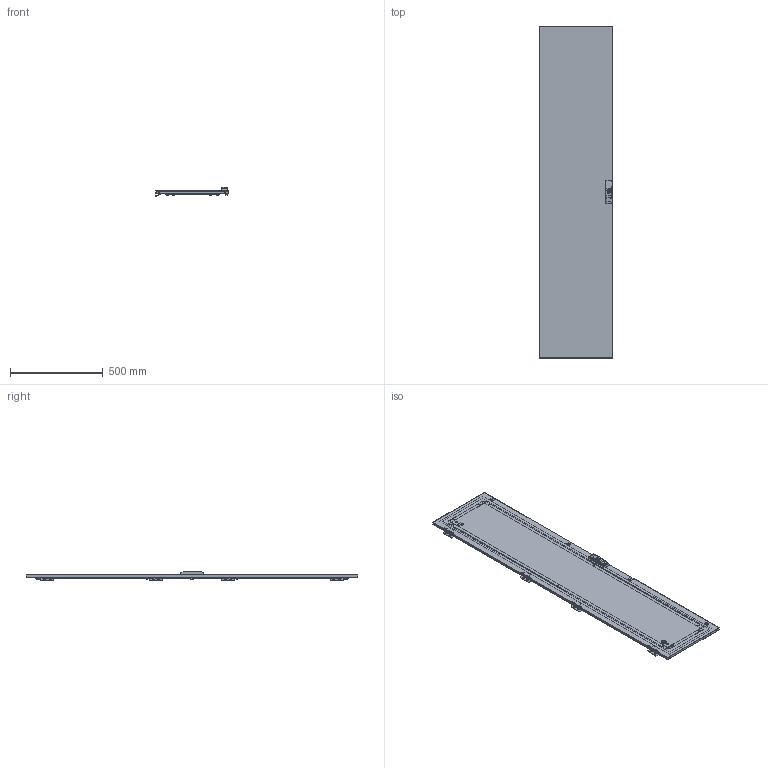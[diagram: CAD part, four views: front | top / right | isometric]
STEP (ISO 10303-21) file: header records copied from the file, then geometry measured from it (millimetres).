
FILE_DESCRIPTION (( 'STEP AP214' ), '1' );
FILE_NAME ('YKM40D-FO-DM-180-040 FORMAT Äâåðü ìåòàë. 1800õ400 IEK.STEP', '2024-09-25T10:12:16', ( '' ), ( '' ), 'SwSTEP 2.0', 'SolidWorks 2022', '' );
FILE_SCHEMA (( 'AUTOMOTIVE_DESIGN' ));
Length unit declared in the file: millimetre
Products named in the file (1): YKM40D-FO-DM-180-040 FORMAT Дверь метал. 1800х400 IEK
Bounding box: 397.88 x 1790 x 48.96 mm (x, y, z)
Volume: 2398115.4 mm3; surface area: 2142711.7 mm2
Topology: 19 solids, 64 shells, 3562 faces, 9491 edges, 6142 vertices
Faces by surface type: plane 2268, cylinder 1010, cone 172, torus 55, bspline 30, sphere 27
Entity records: 131809 total; most frequent: CARTESIAN_POINT 24692, ORIENTED_EDGE 18930, DIRECTION 18415, EDGE_CURVE 9465, VECTOR 6733, LINE 6733, VERTEX_POINT 6138, AXIS2_PLACEMENT_3D 5841
